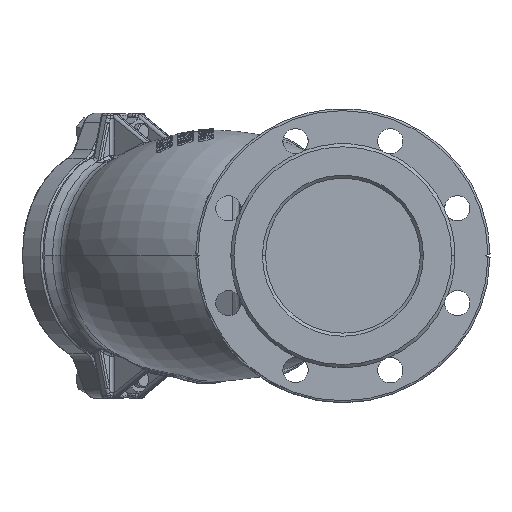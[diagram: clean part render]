
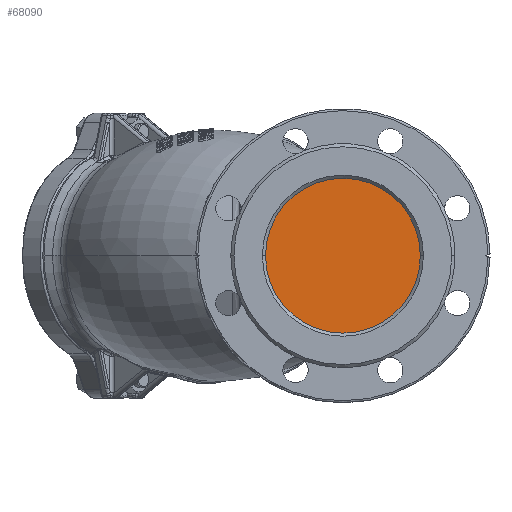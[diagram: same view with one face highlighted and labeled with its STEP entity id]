
A CAD part, left-side view. The second image highlights one B-rep face of the part: STEP entity #68090.
In plain terms, the highlighted planar face has unit normal (-1, 0, 0).
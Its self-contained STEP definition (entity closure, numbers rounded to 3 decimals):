
#6648 = EDGE_CURVE ( 'NONE', #63403, #63143, #56974, .T. ) ;
#12742 = EDGE_CURVE ( 'NONE', #63143, #63403, #42190, .T. ) ;
#13533 = FACE_OUTER_BOUND ( 'NONE', #61659, .T. ) ;
#28799 = AXIS2_PLACEMENT_3D ( 'NONE', #53004, #53005, #53006 ) ;
#34574 = CARTESIAN_POINT ( 'NONE',  ( -196.5, 0., 0. ) ) ;
#34578 = PLANE ( 'NONE',  #50987 ) ;
#34580 = DIRECTION ( 'NONE',  ( -1., 0., 0. ) ) ;
#34581 = DIRECTION ( 'NONE',  ( 0., 0., 1. ) ) ;
#42190 = CIRCLE ( 'NONE', #42525, 75. ) ;
#42525 = AXIS2_PLACEMENT_3D ( 'NONE', #44901, #44904, #44907 ) ;
#44901 = CARTESIAN_POINT ( 'NONE',  ( -196.5, 0., 0. ) ) ;
#44904 = DIRECTION ( 'NONE',  ( 1., 0., 0. ) ) ;
#44907 = DIRECTION ( 'NONE',  ( 0., 0., 1. ) ) ;
#50987 = AXIS2_PLACEMENT_3D ( 'NONE', #34574, #34580, #34581 ) ;
#53004 = CARTESIAN_POINT ( 'NONE',  ( -196.5, 0., 0. ) ) ;
#53005 = DIRECTION ( 'NONE',  ( 1., 0., 0. ) ) ;
#53006 = DIRECTION ( 'NONE',  ( 0., 0., 1. ) ) ;
#56554 = ORIENTED_EDGE ( 'NONE', *, *, #6648, .F. ) ;
#56560 = ORIENTED_EDGE ( 'NONE', *, *, #12742, .F. ) ;
#56974 = CIRCLE ( 'NONE', #28799, 75. ) ;
#61659 = EDGE_LOOP ( 'NONE', ( #56554, #56560 ) ) ;
#63143 = VERTEX_POINT ( 'NONE', #75394 ) ;
#63403 = VERTEX_POINT ( 'NONE', #76086 ) ;
#68090 = ADVANCED_FACE ( 'NONE', ( #13533 ), #34578, .T. ) ;
#75394 = CARTESIAN_POINT ( 'NONE',  ( -196.5, 75., 0. ) ) ;
#76086 = CARTESIAN_POINT ( 'NONE',  ( -196.5, -75., 0. ) ) ;
